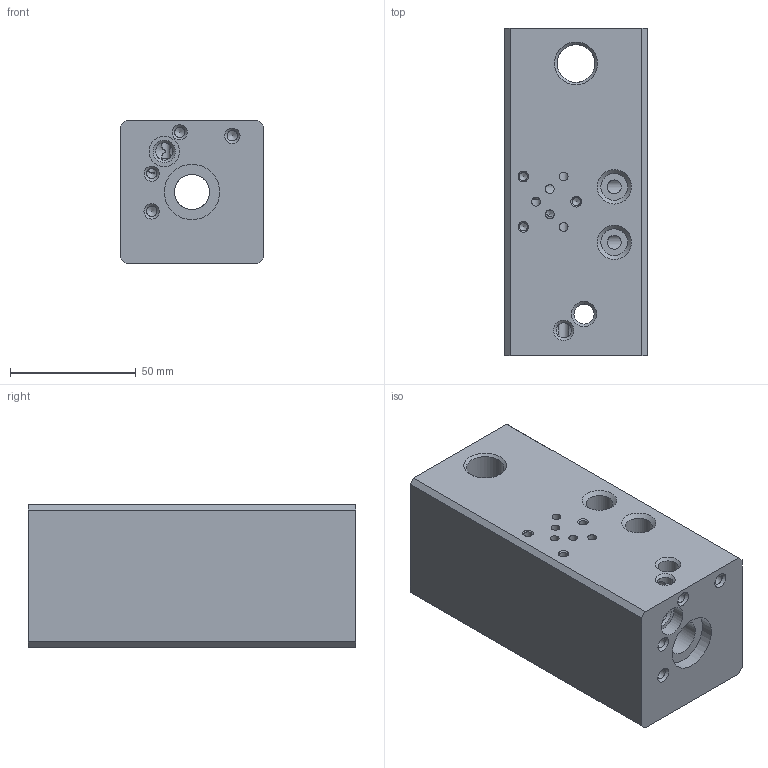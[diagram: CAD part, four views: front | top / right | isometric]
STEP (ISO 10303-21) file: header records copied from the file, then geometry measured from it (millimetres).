
FILE_DESCRIPTION(('FreeCAD Model'),'2;1');
FILE_NAME('Open CASCADE Shape Model','2025-05-09T08:29:03',('FreeCAD'),( 'FreeCAD'),'Open CASCADE STEP processor 7.6','FreeCAD','Unknown');
FILE_SCHEMA(('AUTOMOTIVE_DESIGN { 1 0 10303 214 1 1 1 1 }'));
Length unit declared in the file: millimetre
Products named in the file (1): Open CASCADE STEP translator 7.6 1
Bounding box: 56.4 x 130 x 56.4 mm (x, y, z)
Volume: 360624.7 mm3; surface area: 53198.8 mm2
Topology: 2 solids, 2 shells, 109 faces, 284 edges, 175 vertices
Faces by surface type: cone 50, cylinder 41, plane 18
Full cylindrical faces by diameter (mm): 3.242 x3, 3.5 x5, 4 x4, 4.134 x6, 5 x1, 5.5 x2, 6 x1, 6.917 x4, 8 x1, 10.647 x4, 12.1 x1, 12.5 x3, 14 x2, 15 x1, 22 x1
Entity records: 6753 total; most frequent: CARTESIAN_POINT 4270, ORIENTED_EDGE 534, DIRECTION 456, EDGE_CURVE 267, AXIS2_PLACEMENT_3D 215, VERTEX_POINT 174, FACE_BOUND 155, EDGE_LOOP 155
